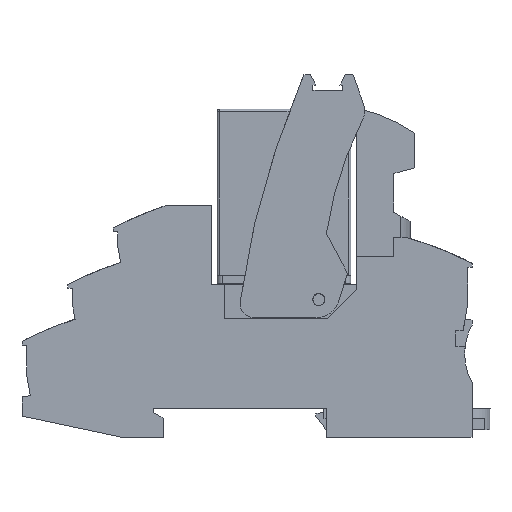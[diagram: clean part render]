
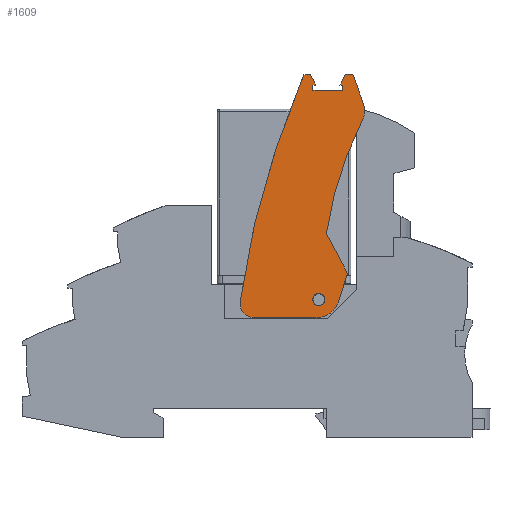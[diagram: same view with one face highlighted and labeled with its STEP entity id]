
A CAD part, left-side view. The second image highlights one B-rep face of the part: STEP entity #1609.
In plain terms, the highlighted planar face has unit normal (-1, 0, 0).
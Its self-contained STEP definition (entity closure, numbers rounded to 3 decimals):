
#1609=ADVANCED_FACE('',(#4777,#4778),#4779,.T.);
#4777=FACE_OUTER_BOUND('',#8129,.T.);
#4778=FACE_BOUND('',#8130,.T.);
#4779=PLANE('',#8131);
#8129=EDGE_LOOP('',(#22432,#22433,#22434,#22435,#22436,#22437,#22438,#22439,#22440,#22441,#22442,#22443,#22444,#22445,#22446,#22447,#22448,#22449,#22450,#22451));
#8130=EDGE_LOOP('',(#22452,#22453));
#8131=AXIS2_PLACEMENT_3D('',#22454,#22455,#22456);
#22432=ORIENTED_EDGE('',*,*,#27027,.F.);
#22433=ORIENTED_EDGE('',*,*,#27008,.F.);
#22434=ORIENTED_EDGE('',*,*,#27058,.F.);
#22435=ORIENTED_EDGE('',*,*,#27128,.T.);
#22436=ORIENTED_EDGE('',*,*,#26947,.T.);
#22437=ORIENTED_EDGE('',*,*,#27129,.F.);
#22438=ORIENTED_EDGE('',*,*,#27130,.T.);
#22439=ORIENTED_EDGE('',*,*,#27131,.F.);
#22440=ORIENTED_EDGE('',*,*,#26997,.F.);
#22441=ORIENTED_EDGE('',*,*,#27019,.F.);
#22442=ORIENTED_EDGE('',*,*,#27111,.T.);
#22443=ORIENTED_EDGE('',*,*,#27132,.F.);
#22444=ORIENTED_EDGE('',*,*,#27133,.T.);
#22445=ORIENTED_EDGE('',*,*,#26974,.F.);
#22446=ORIENTED_EDGE('',*,*,#27096,.T.);
#22447=ORIENTED_EDGE('',*,*,#27015,.T.);
#22448=ORIENTED_EDGE('',*,*,#26949,.T.);
#22449=ORIENTED_EDGE('',*,*,#27134,.T.);
#22450=ORIENTED_EDGE('',*,*,#26969,.T.);
#22451=ORIENTED_EDGE('',*,*,#27135,.T.);
#22452=ORIENTED_EDGE('',*,*,#26987,.F.);
#22453=ORIENTED_EDGE('',*,*,#27136,.F.);
#22454=CARTESIAN_POINT('',(2.5,34.258,71.144));
#22455=DIRECTION('',(-1.0,0.,0.));
#22456=DIRECTION('',(0.,-1.,0.));
#26947=EDGE_CURVE('',#33971,#33975,#33977,.T.);
#26949=EDGE_CURVE('',#33981,#33978,#33982,.T.);
#26969=EDGE_CURVE('',#34021,#34018,#34022,.T.);
#26974=EDGE_CURVE('',#34029,#34031,#34032,.T.);
#26987=EDGE_CURVE('',#34054,#34056,#34057,.T.);
#26997=EDGE_CURVE('',#34074,#34076,#34077,.T.);
#27008=EDGE_CURVE('',#34097,#34098,#34099,.T.);
#27015=EDGE_CURVE('',#34109,#33981,#34110,.T.);
#27019=EDGE_CURVE('',#34113,#34074,#34116,.T.);
#27027=EDGE_CURVE('',#34098,#34125,#34129,.T.);
#27058=EDGE_CURVE('',#34182,#34097,#34184,.T.);
#27096=EDGE_CURVE('',#34029,#34109,#34248,.T.);
#27111=EDGE_CURVE('',#34113,#34269,#34270,.T.);
#27128=EDGE_CURVE('',#34182,#33971,#34296,.T.);
#27129=EDGE_CURVE('',#34297,#33975,#34298,.T.);
#27130=EDGE_CURVE('',#34297,#34299,#34300,.T.);
#27131=EDGE_CURVE('',#34076,#34299,#34301,.T.);
#27132=EDGE_CURVE('',#34302,#34269,#34303,.T.);
#27133=EDGE_CURVE('',#34302,#34031,#34304,.T.);
#27134=EDGE_CURVE('',#33978,#34021,#34305,.T.);
#27135=EDGE_CURVE('',#34018,#34125,#34306,.T.);
#27136=EDGE_CURVE('',#34056,#34054,#34307,.T.);
#33971=VERTEX_POINT('',#54131);
#33975=VERTEX_POINT('',#54136);
#33977=CIRCLE('',#54139,4.0);
#33978=VERTEX_POINT('',#54140);
#33981=VERTEX_POINT('',#54144);
#33982=CIRCLE('',#54145,3.0);
#34018=VERTEX_POINT('',#54190);
#34021=VERTEX_POINT('',#54194);
#34022=LINE('',#54195,#54196);
#34029=VERTEX_POINT('',#54206);
#34031=VERTEX_POINT('',#54209);
#34032=LINE('',#54210,#54211);
#34054=VERTEX_POINT('',#54263);
#34056=VERTEX_POINT('',#54266);
#34057=CIRCLE('',#54267,1.25);
#34074=VERTEX_POINT('',#54312);
#34076=VERTEX_POINT('',#54315);
#34077=LINE('',#54316,#54317);
#34097=VERTEX_POINT('',#54347);
#34098=VERTEX_POINT('',#54348);
#34099=LINE('',#54349,#54350);
#34109=VERTEX_POINT('',#54365);
#34110=CIRCLE('',#54366,182.0);
#34113=VERTEX_POINT('',#54371);
#34116=LINE('',#54375,#54376);
#34125=VERTEX_POINT('',#54390);
#34129=LINE('',#54396,#54397);
#34182=VERTEX_POINT('',#54474);
#34184=CIRCLE('',#54477,76.0);
#34248=LINE('',#54571,#54572);
#34269=VERTEX_POINT('',#54605);
#34270=LINE('',#54606,#54607);
#34296=CIRCLE('',#54646,4.0);
#34297=VERTEX_POINT('',#54647);
#34298=LINE('',#54648,#54649);
#34299=VERTEX_POINT('',#54650);
#34300=LINE('',#54651,#54652);
#34301=LINE('',#54653,#54654);
#34302=VERTEX_POINT('',#54655);
#34303=LINE('',#54656,#54657);
#34304=LINE('',#54658,#54659);
#34305=CIRCLE('',#54660,3.0);
#34306=CIRCLE('',#54661,5.0);
#34307=CIRCLE('',#54662,1.25);
#54131=CARTESIAN_POINT('',(2.5,25.728,67.101));
#54136=CARTESIAN_POINT('',(2.5,25.969,68.469));
#54139=AXIS2_PLACEMENT_3D('',#59944,#59945,#59946);
#54140=CARTESIAN_POINT('',(2.5,51.383,27.55));
#54144=CARTESIAN_POINT('',(2.5,51.353,27.973));
#54145=AXIS2_PLACEMENT_3D('',#59948,#59949,#59950);
#54190=CARTESIAN_POINT('',(2.5,35.825,24.55));
#54194=CARTESIAN_POINT('',(2.5,48.383,24.55));
#54195=CARTESIAN_POINT('',(2.5,34.894,24.55));
#54196=VECTOR('',#59988,1.0);
#54206=CARTESIAN_POINT('',(2.5,36.939,74.5));
#54209=CARTESIAN_POINT('',(2.5,35.819,72.395));
#54210=CARTESIAN_POINT('',(2.5,13.875,31.139));
#54211=VECTOR('',#59993,1.0);
#54263=CARTESIAN_POINT('',(2.5,36.45,28.3));
#54266=CARTESIAN_POINT('',(2.5,33.95,28.3));
#54267=AXIS2_PLACEMENT_3D('',#60010,#60011,#60012);
#54312=CARTESIAN_POINT('',(2.5,30.264,72.395));
#54315=CARTESIAN_POINT('',(2.5,30.835,72.395));
#54316=CARTESIAN_POINT('',(2.5,34.894,72.395));
#54317=VECTOR('',#60024,1.0);
#54347=CARTESIAN_POINT('',(2.5,33.634,41.862));
#54348=CARTESIAN_POINT('',(2.5,29.316,33.741));
#54349=CARTESIAN_POINT('',(2.5,27.932,31.139));
#54350=VECTOR('',#60035,1.0);
#54365=CARTESIAN_POINT('',(2.5,38.24,74.5));
#54366=AXIS2_PLACEMENT_3D('',#60044,#60045,#60046);
#54371=CARTESIAN_POINT('',(2.5,30.264,71.325));
#54375=CARTESIAN_POINT('',(2.5,30.264,31.139));
#54376=VECTOR('',#60050,1.0);
#54390=CARTESIAN_POINT('',(2.5,31.044,28.088));
#54396=CARTESIAN_POINT('',(2.5,30.111,31.139));
#54397=VECTOR('',#60058,1.0);
#54474=CARTESIAN_POINT('',(2.5,26.164,65.285));
#54477=AXIS2_PLACEMENT_3D('',#60099,#60100,#60101);
#54571=CARTESIAN_POINT('',(2.5,34.894,74.5));
#54572=VECTOR('',#60153,1.0);
#54605=CARTESIAN_POINT('',(2.5,36.389,71.325));
#54606=CARTESIAN_POINT('',(2.5,34.894,71.325));
#54607=VECTOR('',#60172,1.0);
#54646=AXIS2_PLACEMENT_3D('',#60195,#60196,#60197);
#54647=CARTESIAN_POINT('',(2.5,28.164,74.5));
#54648=CARTESIAN_POINT('',(2.5,12.382,31.139));
#54649=VECTOR('',#60198,1.0);
#54650=CARTESIAN_POINT('',(2.5,29.715,74.5));
#54651=CARTESIAN_POINT('',(2.5,34.894,74.5));
#54652=VECTOR('',#60199,1.0);
#54653=CARTESIAN_POINT('',(2.5,52.779,31.139));
#54654=VECTOR('',#60200,1.0);
#54655=CARTESIAN_POINT('',(2.5,36.389,72.395));
#54656=CARTESIAN_POINT('',(2.5,36.389,31.139));
#54657=VECTOR('',#60201,1.0);
#54658=CARTESIAN_POINT('',(2.5,34.894,72.395));
#54659=VECTOR('',#60202,1.0);
#54660=AXIS2_PLACEMENT_3D('',#60203,#60204,#60205);
#54661=AXIS2_PLACEMENT_3D('',#60206,#60207,#60208);
#54662=AXIS2_PLACEMENT_3D('',#60209,#60210,#60211);
#59944=CARTESIAN_POINT('',(2.5,29.728,67.101));
#59945=DIRECTION('',(-1.0,0.,0.));
#59946=DIRECTION('',(0.,-1.0,0.));
#59948=CARTESIAN_POINT('',(2.5,48.383,27.55));
#59949=DIRECTION('',(-1.0,0.,0.));
#59950=DIRECTION('',(0.,-1.0,0.));
#59988=DIRECTION('',(0.,-1.0,0.));
#59993=DIRECTION('',(0.,-0.47,-0.883));
#60010=CARTESIAN_POINT('',(2.5,35.2,28.3));
#60011=DIRECTION('',(-1.0,0.,0.));
#60012=DIRECTION('',(0.,-1.0,0.));
#60024=DIRECTION('',(0.,1.0,0.));
#60035=DIRECTION('',(0.,-0.469,-0.883));
#60044=CARTESIAN_POINT('',(2.5,-128.828,2.304));
#60045=DIRECTION('',(-1.0,0.,0.));
#60046=DIRECTION('',(0.,-1.0,0.));
#60050=DIRECTION('',(0.,0.,1.0));
#60058=DIRECTION('',(0.,0.292,-0.956));
#60099=CARTESIAN_POINT('',(2.5,-41.555,30.786));
#60100=DIRECTION('',(-1.0,0.,0.));
#60101=DIRECTION('',(0.,-1.0,0.));
#60153=DIRECTION('',(0.,1.0,0.));
#60172=DIRECTION('',(0.,1.0,0.));
#60195=CARTESIAN_POINT('',(2.5,29.728,67.101));
#60196=DIRECTION('',(-1.0,0.,0.));
#60197=DIRECTION('',(0.,-1.0,0.));
#60198=DIRECTION('',(0.,-0.342,-0.94));
#60199=DIRECTION('',(0.,1.0,0.));
#60200=DIRECTION('',(0.,-0.47,0.883));
#60201=DIRECTION('',(0.,0.,-1.0));
#60202=DIRECTION('',(0.,-1.0,0.));
#60203=CARTESIAN_POINT('',(2.5,48.383,27.55));
#60204=DIRECTION('',(-1.0,0.,0.));
#60205=DIRECTION('',(0.,-1.0,0.));
#60206=CARTESIAN_POINT('',(2.5,35.825,29.55));
#60207=DIRECTION('',(-1.0,0.,0.));
#60208=DIRECTION('',(0.,-1.0,0.));
#60209=CARTESIAN_POINT('',(2.5,35.2,28.3));
#60210=DIRECTION('',(-1.0,0.,0.));
#60211=DIRECTION('',(0.,-1.0,0.));
